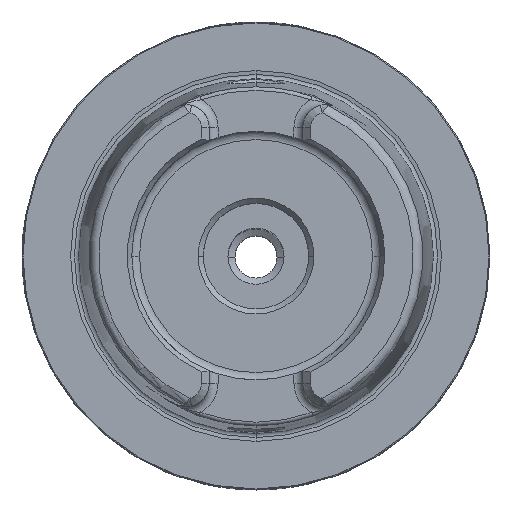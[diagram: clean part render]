
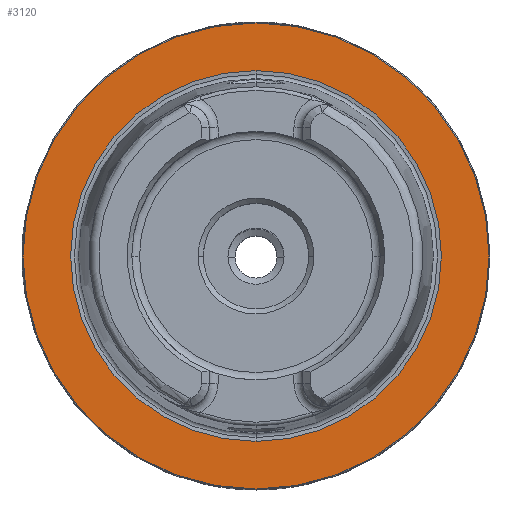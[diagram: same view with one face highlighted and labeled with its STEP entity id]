
A CAD part, top view. The second image highlights one B-rep face of the part: STEP entity #3120.
In plain terms, the highlighted planar face has unit normal (0, 0, 1).
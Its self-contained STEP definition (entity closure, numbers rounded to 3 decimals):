
#497 = AXIS2_PLACEMENT_3D ( 'NONE', #5164, #11220, #6045 ) ;
#508 = CARTESIAN_POINT ( 'NONE',  ( 0., 0., 0. ) ) ;
#552 = PLANE ( 'NONE',  #7049 ) ;
#727 = FACE_BOUND ( 'NONE', #952, .T. ) ;
#952 = EDGE_LOOP ( 'NONE', ( #11183, #7123 ) ) ;
#1394 = DIRECTION ( 'NONE',  ( 0., 1., 0. ) ) ;
#1852 = CARTESIAN_POINT ( 'NONE',  ( 0., 39.59, 0. ) ) ;
#1993 = AXIS2_PLACEMENT_3D ( 'NONE', #4236, #10305, #5124 ) ;
#2492 = AXIS2_PLACEMENT_3D ( 'NONE', #8264, #3010, #9137 ) ;
#2643 = EDGE_CURVE ( 'NONE', #4259, #7534, #5244, .T. ) ;
#3010 = DIRECTION ( 'NONE',  ( 0., 0., 1. ) ) ;
#3120 = ADVANCED_FACE ( 'NONE', ( #9988, #727 ), #552, .T. ) ;
#3577 = ORIENTED_EDGE ( 'NONE', *, *, #10234, .T. ) ;
#3928 = EDGE_LOOP ( 'NONE', ( #3577, #5026 ) ) ;
#4061 = CARTESIAN_POINT ( 'NONE',  ( 0., 49.965, 0. ) ) ;
#4236 = CARTESIAN_POINT ( 'NONE',  ( 0., 0., 0. ) ) ;
#4259 = VERTEX_POINT ( 'NONE', #1852 ) ;
#4263 = VERTEX_POINT ( 'NONE', #7087 ) ;
#4562 = CIRCLE ( 'NONE', #497, 49.765 ) ;
#4956 = DIRECTION ( 'NONE',  ( 0., -1., 0. ) ) ;
#5026 = ORIENTED_EDGE ( 'NONE', *, *, #10072, .T. ) ;
#5124 = DIRECTION ( 'NONE',  ( 0., 1., 0. ) ) ;
#5164 = CARTESIAN_POINT ( 'NONE',  ( 0., 0., 0. ) ) ;
#5238 = AXIS2_PLACEMENT_3D ( 'NONE', #508, #6634, #1394 ) ;
#5244 = CIRCLE ( 'NONE', #1993, 39.59 ) ;
#6045 = DIRECTION ( 'NONE',  ( 0., -1., 0. ) ) ;
#6441 = CARTESIAN_POINT ( 'NONE',  ( 0., 49.765, 0. ) ) ;
#6634 = DIRECTION ( 'NONE',  ( 0., 0., -1. ) ) ;
#7049 = AXIS2_PLACEMENT_3D ( 'NONE', #4061, #10152, #4956 ) ;
#7078 = EDGE_CURVE ( 'NONE', #7534, #4259, #8763, .T. ) ;
#7087 = CARTESIAN_POINT ( 'NONE',  ( 0., -49.765, 0. ) ) ;
#7123 = ORIENTED_EDGE ( 'NONE', *, *, #2643, .T. ) ;
#7534 = VERTEX_POINT ( 'NONE', #10528 ) ;
#8264 = CARTESIAN_POINT ( 'NONE',  ( 0., 0., 0. ) ) ;
#8763 = CIRCLE ( 'NONE', #5238, 39.59 ) ;
#9137 = DIRECTION ( 'NONE',  ( 0., -1., 0. ) ) ;
#9988 = FACE_OUTER_BOUND ( 'NONE', #3928, .T. ) ;
#10072 = EDGE_CURVE ( 'NONE', #10911, #4263, #10526, .T. ) ;
#10152 = DIRECTION ( 'NONE',  ( 0., 0., 1. ) ) ;
#10234 = EDGE_CURVE ( 'NONE', #4263, #10911, #4562, .T. ) ;
#10305 = DIRECTION ( 'NONE',  ( 0., 0., -1. ) ) ;
#10526 = CIRCLE ( 'NONE', #2492, 49.765 ) ;
#10528 = CARTESIAN_POINT ( 'NONE',  ( 0., -39.59, 0. ) ) ;
#10911 = VERTEX_POINT ( 'NONE', #6441 ) ;
#11183 = ORIENTED_EDGE ( 'NONE', *, *, #7078, .T. ) ;
#11220 = DIRECTION ( 'NONE',  ( 0., 0., 1. ) ) ;
